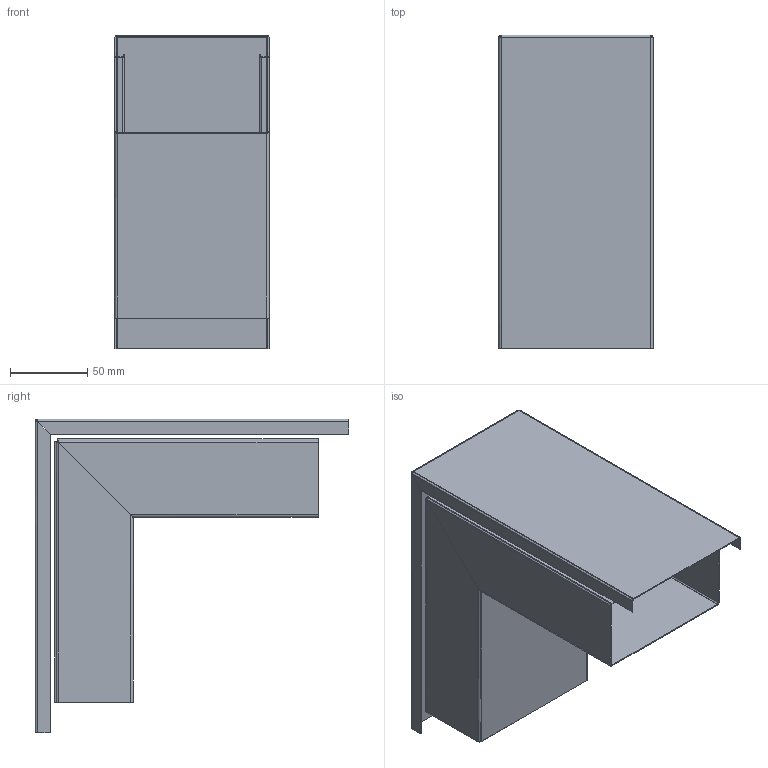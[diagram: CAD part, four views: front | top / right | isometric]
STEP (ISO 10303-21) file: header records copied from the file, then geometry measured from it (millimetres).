
FILE_DESCRIPTION (( 'STEP AP214' ), '1' );
FILE_NAME ('6248063.stp', '2016-09-30T07:33:28', ( '' ), ( '' ), 'SwSTEP 2.0', 'SolidWorks 2014', '' );
FILE_SCHEMA (( 'AUTOMOTIVE_DESIGN' ));
Length unit declared in the file: millimetre
Products named in the file (3): Deckel.1; Unterteil_60060_1; 6248063
Assembly tree (3 placements, depth 2):
  6248063
    Unterteil_60060_1  x2
    Deckel.1
Bounding box: 100.05 x 203.71 x 203.68 mm (x, y, z)
Volume: 77734.4 mm3; surface area: 209290.3 mm2
Topology: 3 solids, 3 shells, 124 faces, 312 edges, 186 vertices
Faces by surface type: plane 58, cylinder 42, bspline 24
Entity records: 7983 total; most frequent: CARTESIAN_POINT 5090, ORIENTED_EDGE 410, DIRECTION 371, EDGE_CURVE 205, VECTOR 127, LINE 127, VERTEX_POINT 123, AXIS2_PLACEMENT_3D 122
